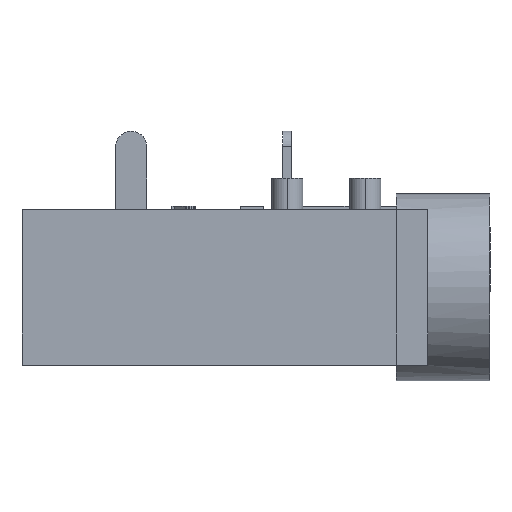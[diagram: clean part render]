
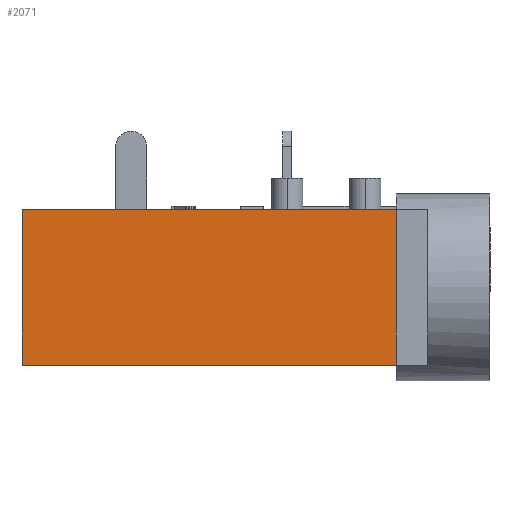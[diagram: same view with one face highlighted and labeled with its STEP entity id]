
A CAD part, left-side view. The second image highlights one B-rep face of the part: STEP entity #2071.
In plain terms, the highlighted planar face has unit normal (-1, 0, 0).
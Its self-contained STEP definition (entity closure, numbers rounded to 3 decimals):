
#108 = CARTESIAN_POINT ( 'NONE',  ( -6., -9., 0. ) ) ;
#312 = FACE_OUTER_BOUND ( 'NONE', #2152, .T. ) ;
#349 = LINE ( 'NONE', #7168, #396 ) ;
#396 = VECTOR ( 'NONE', #7193, 1000. ) ;
#833 = VERTEX_POINT ( 'NONE', #1821 ) ;
#1782 = CARTESIAN_POINT ( 'NONE',  ( -6., 3.24, -0.1 ) ) ;
#1821 = CARTESIAN_POINT ( 'NONE',  ( -6., -9., 5. ) ) ;
#1884 = VECTOR ( 'NONE', #5268, 1000. ) ;
#1944 = LINE ( 'NONE', #5219, #1884 ) ;
#1993 = CARTESIAN_POINT ( 'NONE',  ( -6., -9., 2.5 ) ) ;
#2000 = DIRECTION ( 'NONE',  ( 0., 0., 1. ) ) ;
#2071 = ADVANCED_FACE ( 'NONE', ( #312 ), #5709, .T. ) ;
#2125 = LINE ( 'NONE', #5046, #2144 ) ;
#2144 = VECTOR ( 'NONE', #5055, 1000. ) ;
#2152 = EDGE_LOOP ( 'NONE', ( #6774, #4379, #2723, #4490 ) ) ;
#2329 = AXIS2_PLACEMENT_3D ( 'NONE', #1782, #2334, #6297 ) ;
#2334 = DIRECTION ( 'NONE',  ( -1., 0., 0. ) ) ;
#2644 = CARTESIAN_POINT ( 'NONE',  ( -6., 3., 0. ) ) ;
#2723 = ORIENTED_EDGE ( 'NONE', *, *, #5168, .T. ) ;
#2900 = VERTEX_POINT ( 'NONE', #108 ) ;
#3188 = EDGE_CURVE ( 'NONE', #833, #4614, #349, .T. ) ;
#3683 = EDGE_CURVE ( 'NONE', #7127, #2900, #1944, .T. ) ;
#3713 = EDGE_CURVE ( 'NONE', #4614, #7127, #2125, .T. ) ;
#4379 = ORIENTED_EDGE ( 'NONE', *, *, #3683, .T. ) ;
#4490 = ORIENTED_EDGE ( 'NONE', *, *, #3188, .T. ) ;
#4614 = VERTEX_POINT ( 'NONE', #6026 ) ;
#5046 = CARTESIAN_POINT ( 'NONE',  ( -6., 3., 2.5 ) ) ;
#5055 = DIRECTION ( 'NONE',  ( 0., 0., -1. ) ) ;
#5168 = EDGE_CURVE ( 'NONE', #2900, #833, #6841, .T. ) ;
#5219 = CARTESIAN_POINT ( 'NONE',  ( -6., -3.5, 0. ) ) ;
#5268 = DIRECTION ( 'NONE',  ( 0., -1., 0. ) ) ;
#5709 = PLANE ( 'NONE',  #2329 ) ;
#6026 = CARTESIAN_POINT ( 'NONE',  ( -6., 3., 5. ) ) ;
#6297 = DIRECTION ( 'NONE',  ( 0., -1., 0. ) ) ;
#6774 = ORIENTED_EDGE ( 'NONE', *, *, #3713, .T. ) ;
#6841 = LINE ( 'NONE', #1993, #6927 ) ;
#6927 = VECTOR ( 'NONE', #2000, 1000. ) ;
#7127 = VERTEX_POINT ( 'NONE', #2644 ) ;
#7168 = CARTESIAN_POINT ( 'NONE',  ( -6., 3.24, 5. ) ) ;
#7193 = DIRECTION ( 'NONE',  ( 0., 1., 0. ) ) ;
